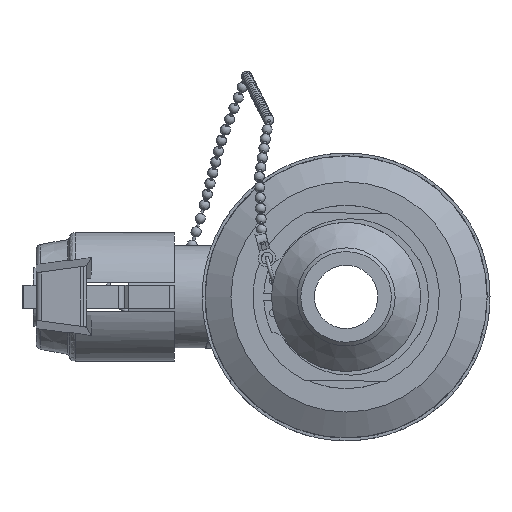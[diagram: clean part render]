
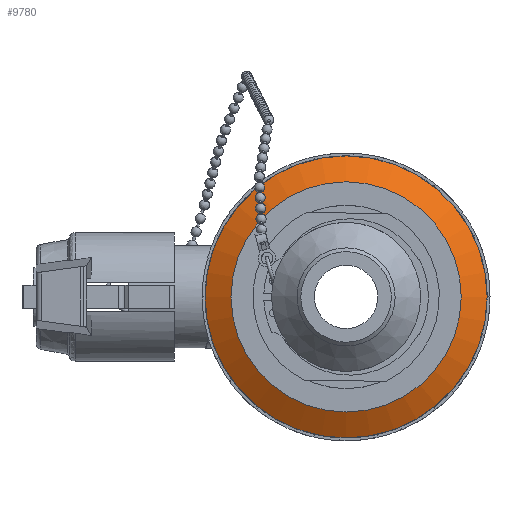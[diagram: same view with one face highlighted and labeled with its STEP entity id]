
A CAD part, left-side view. The second image highlights one B-rep face of the part: STEP entity #9780.
In plain terms, the highlighted conical face has half-angle 60 degrees and reference radius 44.1 mm.
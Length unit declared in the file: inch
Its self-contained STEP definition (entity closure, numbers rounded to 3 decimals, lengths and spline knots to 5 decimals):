
#96=CONICAL_SURFACE('',#10748,1.73622,1.047);
#384=LINE('',#15694,#1086);
#1086=VECTOR('',#12742,1.73622);
#2017=FACE_OUTER_BOUND('',#2571,.T.);
#2571=EDGE_LOOP('',(#7005,#7006,#7007,#7008));
#3309=CIRCLE('',#10749,1.89055);
#3310=CIRCLE('',#10750,1.54331);
#3951=VERTEX_POINT('',#15691);
#3952=VERTEX_POINT('',#15693);
#5069=EDGE_CURVE('',#3951,#3951,#3309,.T.);
#5070=EDGE_CURVE('',#3951,#3952,#384,.T.);
#5071=EDGE_CURVE('',#3952,#3952,#3310,.T.);
#7005=ORIENTED_EDGE('',*,*,#5069,.T.);
#7006=ORIENTED_EDGE('',*,*,#5070,.T.);
#7007=ORIENTED_EDGE('',*,*,#5071,.F.);
#7008=ORIENTED_EDGE('',*,*,#5070,.F.);
#9780=ADVANCED_FACE('',(#2017),#96,.T.);
#10748=AXIS2_PLACEMENT_3D('',#15690,#12738,#12739);
#10749=AXIS2_PLACEMENT_3D('',#15692,#12740,#12741);
#10750=AXIS2_PLACEMENT_3D('',#15695,#12743,#12744);
#12738=DIRECTION('center_axis',(1.,0.,0.));
#12739=DIRECTION('ref_axis',(0.,1.,0.));
#12740=DIRECTION('center_axis',(-1.,0.,0.));
#12741=DIRECTION('ref_axis',(0.,1.,0.));
#12742=DIRECTION('',(-0.5,0.866,0.));
#12743=DIRECTION('center_axis',(-1.,0.,0.));
#12744=DIRECTION('ref_axis',(0.,1.,0.));
#15690=CARTESIAN_POINT('Origin',(-2.25777,0.,
0.));
#15691=CARTESIAN_POINT('',(-2.16867,-1.89055,0.));
#15692=CARTESIAN_POINT('Origin',(-2.16867,0.,
0.));
#15693=CARTESIAN_POINT('',(-2.36915,-1.54331,0.));
#15694=CARTESIAN_POINT('',(-2.25777,-1.73622,0.));
#15695=CARTESIAN_POINT('Origin',(-2.36915,0.,
0.));
